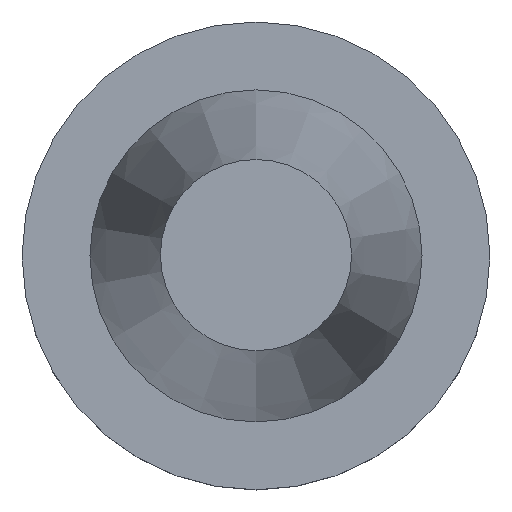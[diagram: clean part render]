
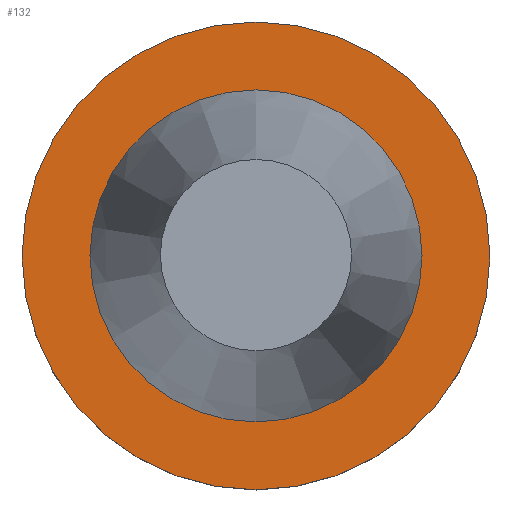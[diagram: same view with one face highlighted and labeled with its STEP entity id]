
A CAD part, top view. The second image highlights one B-rep face of the part: STEP entity #132.
In plain terms, the highlighted planar face has unit normal (0, 0, 1).
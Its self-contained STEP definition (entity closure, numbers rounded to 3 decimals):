
#78=EDGE_CURVE('Unnamed[1]',#188,#188,#189,.T.);
#94=EDGE_CURVE('Unnamed[1]',#212,#212,#213,.T.);
#132=ADVANCED_FACE('Unnamed[1]',(#270,#271),#272,.T.);
#188=VERTEX_POINT('',#330);
#189=CIRCLE('',#331,34.925);
#212=VERTEX_POINT('',#360);
#213=CIRCLE('',#361,49.213);
#270=FACE_OUTER_BOUND('',#432,.T.);
#271=FACE_BOUND('',#433,.T.);
#272=PLANE('',#434);
#330=CARTESIAN_POINT('',(0.,34.925,-1.5));
#331=AXIS2_PLACEMENT_3D('',#481,#482,#483);
#360=CARTESIAN_POINT('',(0.,49.213,-1.5));
#361=AXIS2_PLACEMENT_3D('',#509,#510,#511);
#432=EDGE_LOOP('',(#571));
#433=EDGE_LOOP('',(#572));
#434=AXIS2_PLACEMENT_3D('',#573,#574,#575);
#481=CARTESIAN_POINT('',(0.,0.,-1.5));
#482=DIRECTION('',(0.,0.,-1.0));
#483=DIRECTION('',(0.,1.0,0.));
#509=CARTESIAN_POINT('',(0.,0.,-1.5));
#510=DIRECTION('',(0.,0.,-1.0));
#511=DIRECTION('',(0.,1.0,0.));
#571=ORIENTED_EDGE('',*,*,#94,.F.);
#572=ORIENTED_EDGE('',*,*,#78,.T.);
#573=CARTESIAN_POINT('',(0.,42.069,-1.5));
#574=DIRECTION('',(0.,0.,1.0));
#575=DIRECTION('',(0.,-1.0,0.));
